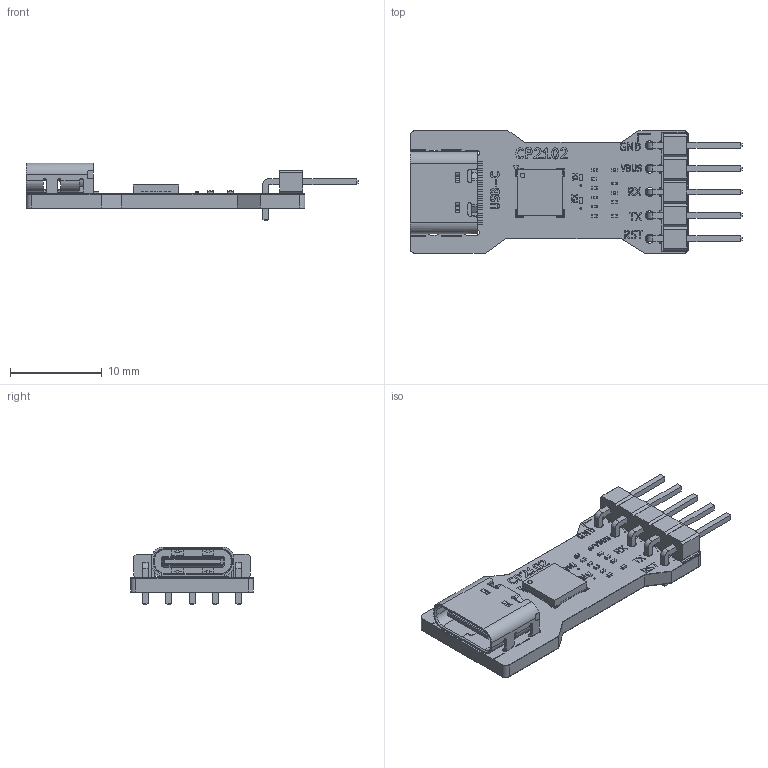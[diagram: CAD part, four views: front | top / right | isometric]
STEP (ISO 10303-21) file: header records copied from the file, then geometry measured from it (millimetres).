
FILE_DESCRIPTION(('KiCad electronic assembly'),'2;1');
FILE_NAME('CP2102.step','2025-06-23T13:06:57',('Pcbnew'),('Kicad'), 'Open CASCADE STEP processor 7.5','KiCad to STEP converter','Unknown' );
FILE_SCHEMA(('AUTOMOTIVE_DESIGN { 1 0 10303 214 1 1 1 1 }'));
Length unit declared in the file: millimetre
Products named in the file (11): CP2102 1; PinHeader_1x05_P2.54mm_Horizontal; C_0201_0603Metric; R_0201_0603Metric; TYPE-C-31-M-12--3DModel-STEP-56544; TYPE-C-31-M-12; LED_0201_0603Metric; QFN-28-1EP_5x5mm_P0.5mm_EP3.35x3.35mm; CP2102_silkscreen; CP2102_soldermask; CP2102_PCB
Assembly tree (20 placements, depth 3):
  CP2102 1
    PinHeader_1x05_P2.54mm_Horizontal
    C_0201_0603Metric  x4
    R_0201_0603Metric  x7
    TYPE-C-31-M-12--3DModel-STEP-56544
      TYPE-C-31-M-12
    LED_0201_0603Metric  x2
    QFN-28-1EP_5x5mm_P0.5mm_EP3.35x3.35mm
    CP2102_silkscreen
    CP2102_soldermask
    CP2102_PCB
Bounding box: 36.14 x 13.38 x 6.31 mm (x, y, z)
Volume: 781.3 mm3; surface area: 2573.6 mm2
Topology: 58 solids, 113 shells, 1448 faces, 4837 edges, 3594 vertices
Faces by surface type: plane 1151, cylinder 277, cone 20
Full cylindrical faces by diameter (mm): 0.5 x1, 0.65 x2, 1 x5
Entity records: 44984 total; most frequent: CARTESIAN_POINT 8797, DIRECTION 7080, ORIENTED_EDGE 7016, EDGE_CURVE 4160, LINE 3498, VECTOR 3498, VERTEX_POINT 3152, AXIS2_PLACEMENT_3D 1791
